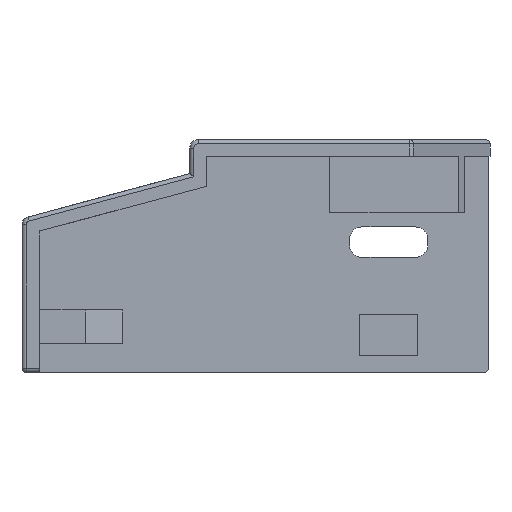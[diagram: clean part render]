
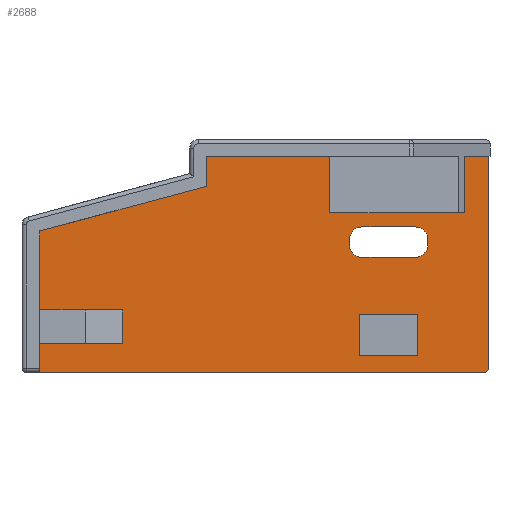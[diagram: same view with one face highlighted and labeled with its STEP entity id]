
A CAD part, front view. The second image highlights one B-rep face of the part: STEP entity #2688.
In plain terms, the highlighted planar face has unit normal (0, -1, 0).
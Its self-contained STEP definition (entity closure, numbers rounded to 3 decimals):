
#22=FACE_BOUND('',#410,.T.);
#23=FACE_BOUND('',#411,.T.);
#116=PLANE('',#2905);
#257=FACE_OUTER_BOUND('',#409,.T.);
#409=EDGE_LOOP('',(#2334,#2335,#2336,#2337,#2338,#2339,#2340,#2341,#2342,
#2343));
#410=EDGE_LOOP('',(#2344,#2345,#2346,#2347));
#411=EDGE_LOOP('',(#2348,#2349,#2350,#2351,#2352,#2353,#2354,#2355));
#482=LINE('',#3751,#796);
#508=LINE('',#3820,#822);
#522=LINE('',#3884,#836);
#532=LINE('',#3906,#846);
#576=LINE('',#4075,#890);
#620=LINE('',#4163,#934);
#676=LINE('',#4278,#990);
#679=LINE('',#4286,#993);
#682=LINE('',#4294,#996);
#685=LINE('',#4301,#999);
#690=LINE('',#4310,#1004);
#693=LINE('',#4316,#1007);
#694=LINE('',#4319,#1008);
#695=LINE('',#4321,#1009);
#696=LINE('',#4323,#1010);
#697=LINE('',#4324,#1011);
#796=VECTOR('',#3003,10.);
#822=VECTOR('',#3057,10.);
#836=VECTOR('',#3117,10.);
#846=VECTOR('',#3131,10.);
#890=VECTOR('',#3291,10.);
#934=VECTOR('',#3359,10.);
#990=VECTOR('',#3471,10.);
#993=VECTOR('',#3480,10.);
#996=VECTOR('',#3489,10.);
#999=VECTOR('',#3498,10.);
#1004=VECTOR('',#3511,10.);
#1007=VECTOR('',#3520,10.);
#1008=VECTOR('',#3521,10.);
#1009=VECTOR('',#3522,10.);
#1010=VECTOR('',#3523,10.);
#1011=VECTOR('',#3524,10.);
#1103=CIRCLE('',#2777,0.5);
#1109=CIRCLE('',#2785,0.5);
#1138=CIRCLE('',#2888,1.5);
#1139=CIRCLE('',#2891,1.5);
#1140=CIRCLE('',#2894,1.5);
#1141=CIRCLE('',#2897,1.5);
#1172=VERTEX_POINT('',#3748);
#1173=VERTEX_POINT('',#3750);
#1201=VERTEX_POINT('',#3817);
#1202=VERTEX_POINT('',#3819);
#1210=VERTEX_POINT('',#3845);
#1211=VERTEX_POINT('',#3846);
#1218=VERTEX_POINT('',#3874);
#1219=VERTEX_POINT('',#3875);
#1230=VERTEX_POINT('',#3904);
#1270=VERTEX_POINT('',#4073);
#1331=VERTEX_POINT('',#4271);
#1332=VERTEX_POINT('',#4272);
#1333=VERTEX_POINT('',#4277);
#1334=VERTEX_POINT('',#4281);
#1335=VERTEX_POINT('',#4285);
#1336=VERTEX_POINT('',#4289);
#1337=VERTEX_POINT('',#4293);
#1338=VERTEX_POINT('',#4297);
#1339=VERTEX_POINT('',#4317);
#1340=VERTEX_POINT('',#4318);
#1341=VERTEX_POINT('',#4320);
#1342=VERTEX_POINT('',#4322);
#1424=EDGE_CURVE('',#1172,#1173,#482,.F.);
#1458=EDGE_CURVE('',#1201,#1202,#508,.F.);
#1471=EDGE_CURVE('',#1210,#1211,#1103,.T.);
#1481=EDGE_CURVE('',#1218,#1219,#1109,.T.);
#1486=EDGE_CURVE('',#1218,#1211,#522,.T.);
#1497=EDGE_CURVE('',#1230,#1210,#532,.T.);
#1571=EDGE_CURVE('',#1270,#1172,#576,.T.);
#1615=EDGE_CURVE('',#1202,#1270,#620,.T.);
#1669=EDGE_CURVE('',#1331,#1332,#1138,.T.);
#1672=EDGE_CURVE('',#1333,#1331,#676,.T.);
#1674=EDGE_CURVE('',#1334,#1333,#1139,.T.);
#1676=EDGE_CURVE('',#1335,#1334,#679,.T.);
#1678=EDGE_CURVE('',#1336,#1335,#1140,.T.);
#1680=EDGE_CURVE('',#1337,#1336,#682,.T.);
#1682=EDGE_CURVE('',#1338,#1337,#1141,.T.);
#1684=EDGE_CURVE('',#1332,#1338,#685,.T.);
#1689=EDGE_CURVE('',#1230,#1173,#690,.T.);
#1692=EDGE_CURVE('',#1219,#1201,#693,.T.);
#1693=EDGE_CURVE('',#1339,#1340,#694,.T.);
#1694=EDGE_CURVE('',#1340,#1341,#695,.T.);
#1695=EDGE_CURVE('',#1341,#1342,#696,.T.);
#1696=EDGE_CURVE('',#1342,#1339,#697,.T.);
#2334=ORIENTED_EDGE('',*,*,#1481,.F.);
#2335=ORIENTED_EDGE('',*,*,#1486,.T.);
#2336=ORIENTED_EDGE('',*,*,#1471,.F.);
#2337=ORIENTED_EDGE('',*,*,#1497,.F.);
#2338=ORIENTED_EDGE('',*,*,#1689,.T.);
#2339=ORIENTED_EDGE('',*,*,#1424,.F.);
#2340=ORIENTED_EDGE('',*,*,#1571,.F.);
#2341=ORIENTED_EDGE('',*,*,#1615,.F.);
#2342=ORIENTED_EDGE('',*,*,#1458,.F.);
#2343=ORIENTED_EDGE('',*,*,#1692,.F.);
#2344=ORIENTED_EDGE('',*,*,#1693,.T.);
#2345=ORIENTED_EDGE('',*,*,#1694,.T.);
#2346=ORIENTED_EDGE('',*,*,#1695,.T.);
#2347=ORIENTED_EDGE('',*,*,#1696,.T.);
#2348=ORIENTED_EDGE('',*,*,#1684,.T.);
#2349=ORIENTED_EDGE('',*,*,#1682,.T.);
#2350=ORIENTED_EDGE('',*,*,#1680,.T.);
#2351=ORIENTED_EDGE('',*,*,#1678,.T.);
#2352=ORIENTED_EDGE('',*,*,#1676,.T.);
#2353=ORIENTED_EDGE('',*,*,#1674,.T.);
#2354=ORIENTED_EDGE('',*,*,#1672,.T.);
#2355=ORIENTED_EDGE('',*,*,#1669,.T.);
#2688=ADVANCED_FACE('',(#257,#22,#23),#116,.F.);
#2777=AXIS2_PLACEMENT_3D('',#3847,#3085,#3086);
#2785=AXIS2_PLACEMENT_3D('',#3876,#3105,#3106);
#2888=AXIS2_PLACEMENT_3D('',#4273,#3465,#3466);
#2891=AXIS2_PLACEMENT_3D('',#4282,#3475,#3476);
#2894=AXIS2_PLACEMENT_3D('',#4290,#3484,#3485);
#2897=AXIS2_PLACEMENT_3D('',#4298,#3493,#3494);
#2905=AXIS2_PLACEMENT_3D('',#4315,#3518,#3519);
#3003=DIRECTION('',(-1.,0.,0.));
#3057=DIRECTION('',(0.,0.,-1.));
#3085=DIRECTION('center_axis',(0.,1.,0.));
#3086=DIRECTION('ref_axis',(0.707,0.,0.707));
#3105=DIRECTION('center_axis',(0.,1.,0.));
#3106=DIRECTION('ref_axis',(0.707,0.,-0.707));
#3117=DIRECTION('',(0.,0.,1.));
#3131=DIRECTION('',(1.,0.,0.));
#3291=DIRECTION('',(0.,0.,1.));
#3359=DIRECTION('',(0.966,0.,0.259));
#3465=DIRECTION('center_axis',(0.,1.,0.));
#3466=DIRECTION('ref_axis',(0.,0.,1.));
#3471=DIRECTION('',(1.,0.,0.));
#3475=DIRECTION('center_axis',(0.,1.,0.));
#3476=DIRECTION('ref_axis',(-1.,0.,0.));
#3480=DIRECTION('',(0.,0.,1.));
#3484=DIRECTION('center_axis',(0.,1.,0.));
#3485=DIRECTION('ref_axis',(0.,0.,-1.));
#3489=DIRECTION('',(-1.,0.,0.));
#3493=DIRECTION('center_axis',(0.,1.,0.));
#3494=DIRECTION('ref_axis',(1.,0.,0.));
#3498=DIRECTION('',(0.,0.,-1.));
#3511=DIRECTION('',(0.,0.,-1.));
#3518=DIRECTION('center_axis',(0.,1.,0.));
#3519=DIRECTION('ref_axis',(-1.,0.,0.));
#3520=DIRECTION('',(-1.,0.,0.));
#3521=DIRECTION('',(0.,0.,1.));
#3522=DIRECTION('',(1.,0.,0.));
#3523=DIRECTION('',(0.,0.,-1.));
#3524=DIRECTION('',(-1.,0.,0.));
#3748=CARTESIAN_POINT('',(-21.951,35.5,-19.));
#3750=CARTESIAN_POINT('',(-12.2,35.5,-19.));
#3751=CARTESIAN_POINT('',(8.87,35.5,-19.));
#3817=CARTESIAN_POINT('',(-42.146,35.5,-45.));
#3819=CARTESIAN_POINT('',(-42.146,35.5,-28.024));
#3820=CARTESIAN_POINT('',(-42.146,35.5,-45.));
#3845=CARTESIAN_POINT('',(11.5,35.5,-17.));
#3846=CARTESIAN_POINT('',(12.,35.5,-17.5));
#3847=CARTESIAN_POINT('Origin',(11.5,35.5,-17.5));
#3874=CARTESIAN_POINT('',(12.,35.5,-44.5));
#3875=CARTESIAN_POINT('',(11.5,35.5,-45.));
#3876=CARTESIAN_POINT('Origin',(11.5,35.5,-44.5));
#3884=CARTESIAN_POINT('',(12.,35.5,-31.));
#3904=CARTESIAN_POINT('',(-12.2,35.5,-17.));
#3906=CARTESIAN_POINT('',(-9.044,35.5,-17.));
#4073=CARTESIAN_POINT('',(-21.951,35.5,-22.613));
#4075=CARTESIAN_POINT('',(-21.951,35.5,-33.039));
#4163=CARTESIAN_POINT('',(-14.232,35.5,-20.545));
#4271=CARTESIAN_POINT('',(3.22,35.5,-27.501));
#4272=CARTESIAN_POINT('',(4.72,35.5,-29.001));
#4273=CARTESIAN_POINT('Origin',(3.22,35.5,-29.001));
#4277=CARTESIAN_POINT('',(-3.22,35.5,-27.501));
#4278=CARTESIAN_POINT('',(13.523,35.5,-27.501));
#4281=CARTESIAN_POINT('',(-4.72,35.5,-29.001));
#4282=CARTESIAN_POINT('Origin',(-3.22,35.5,-29.001));
#4285=CARTESIAN_POINT('',(-4.72,35.5,-29.661));
#4286=CARTESIAN_POINT('',(-4.72,35.5,-37.));
#4289=CARTESIAN_POINT('',(-3.22,35.5,-31.161));
#4290=CARTESIAN_POINT('Origin',(-3.22,35.5,-29.661));
#4293=CARTESIAN_POINT('',(3.22,35.5,-31.161));
#4294=CARTESIAN_POINT('',(10.303,35.5,-31.161));
#4297=CARTESIAN_POINT('',(4.72,35.5,-29.661));
#4298=CARTESIAN_POINT('Origin',(3.22,35.5,-29.661));
#4301=CARTESIAN_POINT('',(4.72,35.5,-37.33));
#4310=CARTESIAN_POINT('',(-12.2,35.5,-31.));
#4315=CARTESIAN_POINT('Origin',(23.827,35.5,-45.));
#4316=CARTESIAN_POINT('',(8.87,35.5,-45.));
#4317=CARTESIAN_POINT('',(-3.5,35.5,-43.));
#4318=CARTESIAN_POINT('',(-3.5,35.5,-38.));
#4319=CARTESIAN_POINT('',(-3.5,35.5,-44.));
#4320=CARTESIAN_POINT('',(3.5,35.5,-38.));
#4321=CARTESIAN_POINT('',(11.913,35.5,-38.));
#4322=CARTESIAN_POINT('',(3.5,35.5,-43.));
#4323=CARTESIAN_POINT('',(3.5,35.5,-44.));
#4324=CARTESIAN_POINT('',(11.913,35.5,-43.));
